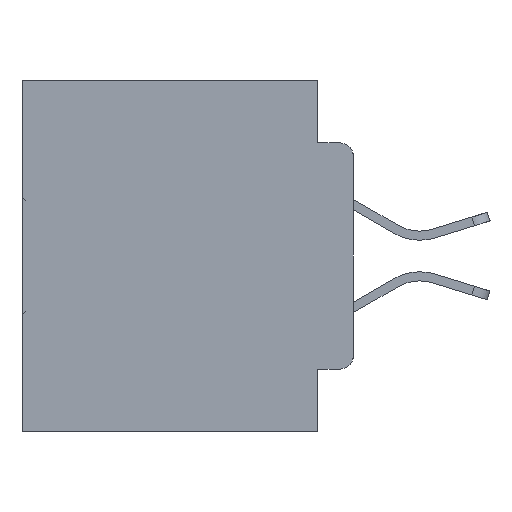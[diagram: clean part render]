
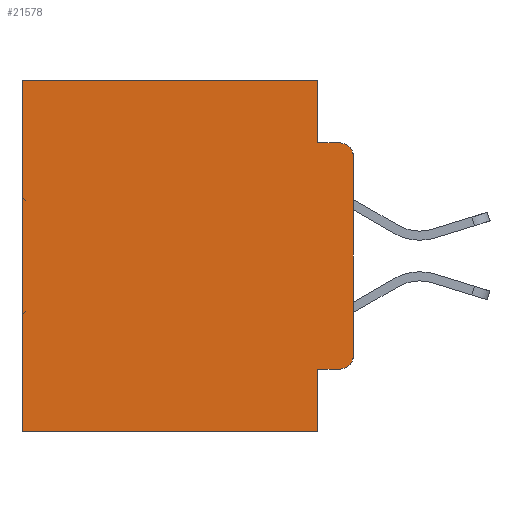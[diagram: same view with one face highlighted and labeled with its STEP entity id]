
A CAD part, left-side view. The second image highlights one B-rep face of the part: STEP entity #21578.
In plain terms, the highlighted planar face has unit normal (-1, 0, 0).
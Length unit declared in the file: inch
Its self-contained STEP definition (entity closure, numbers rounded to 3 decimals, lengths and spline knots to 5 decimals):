
#209 = FACE_OUTER_BOUND ( 'NONE', #25411, .T. ) ;
#997 = VERTEX_POINT ( 'NONE', #12984 ) ;
#1076 = CARTESIAN_POINT ( 'NONE',  ( 0.298, 0.473, -0.5 ) ) ;
#1969 = AXIS2_PLACEMENT_3D ( 'NONE', #20726, #3129, #2543 ) ;
#2158 = EDGE_CURVE ( 'NONE', #8343, #31253, #32316, .T. ) ;
#2225 = DIRECTION ( 'NONE',  ( 0., 1., 0. ) ) ;
#2272 = LINE ( 'NONE', #32889, #28611 ) ;
#2543 = DIRECTION ( 'NONE',  ( 0., 0., -1. ) ) ;
#2756 = ORIENTED_EDGE ( 'NONE', *, *, #12186, .F. ) ;
#3129 = DIRECTION ( 'NONE',  ( -1., 0., 0. ) ) ;
#3269 = EDGE_CURVE ( 'NONE', #997, #20464, #26729, .T. ) ;
#4302 = EDGE_CURVE ( 'NONE', #8651, #27201, #16793, .T. ) ;
#4347 = EDGE_CURVE ( 'NONE', #30501, #20464, #2272, .T. ) ;
#4354 = CARTESIAN_POINT ( 'NONE',  ( 0.298, 0.02, -0.4115 ) ) ;
#4903 = CARTESIAN_POINT ( 'NONE',  ( 0.298, 0., -0.5 ) ) ;
#5293 = ORIENTED_EDGE ( 'NONE', *, *, #4347, .F. ) ;
#6281 = CARTESIAN_POINT ( 'NONE',  ( 0.298, 0., 0. ) ) ;
#7779 = CARTESIAN_POINT ( 'NONE',  ( 0.298, 0.051, -0.0885 ) ) ;
#8343 = VERTEX_POINT ( 'NONE', #4354 ) ;
#8651 = VERTEX_POINT ( 'NONE', #11120 ) ;
#8978 = CARTESIAN_POINT ( 'NONE',  ( 0.298, 0., 0. ) ) ;
#9732 = VERTEX_POINT ( 'NONE', #28033 ) ;
#9857 = AXIS2_PLACEMENT_3D ( 'NONE', #27813, #12635, #30340 ) ;
#10676 = CARTESIAN_POINT ( 'NONE',  ( 0.298, 0., -0.3915 ) ) ;
#10761 = DIRECTION ( 'NONE',  ( -1., 0., 0. ) ) ;
#10922 = LINE ( 'NONE', #30112, #23703 ) ;
#11120 = CARTESIAN_POINT ( 'NONE',  ( 0.298, 0.473, 0. ) ) ;
#11441 = EDGE_CURVE ( 'NONE', #15819, #8343, #24626, .T. ) ;
#12186 = EDGE_CURVE ( 'NONE', #9732, #30501, #24018, .T. ) ;
#12321 = DIRECTION ( 'NONE',  ( 0., 0., -1. ) ) ;
#12503 = DIRECTION ( 'NONE',  ( 0., 0., -1. ) ) ;
#12635 = DIRECTION ( 'NONE',  ( 1., 0., 0. ) ) ;
#12984 = CARTESIAN_POINT ( 'NONE',  ( 0.298, 0., -0.1085 ) ) ;
#14036 = ORIENTED_EDGE ( 'NONE', *, *, #11441, .T. ) ;
#14158 = DIRECTION ( 'NONE',  ( 0., 1., 0. ) ) ;
#14688 = VECTOR ( 'NONE', #2225, 39.37008 ) ;
#15493 = CARTESIAN_POINT ( 'NONE',  ( 0.298, 0.02, -0.0885 ) ) ;
#15613 = ORIENTED_EDGE ( 'NONE', *, *, #2158, .T. ) ;
#15819 = VERTEX_POINT ( 'NONE', #19347 ) ;
#16280 = LINE ( 'NONE', #6281, #28906 ) ;
#16316 = VECTOR ( 'NONE', #29931, 39.37008 ) ;
#16793 = LINE ( 'NONE', #23910, #22726 ) ;
#17320 = ORIENTED_EDGE ( 'NONE', *, *, #31017, .F. ) ;
#17574 = ORIENTED_EDGE ( 'NONE', *, *, #22228, .F. ) ;
#18028 = ORIENTED_EDGE ( 'NONE', *, *, #4302, .T. ) ;
#18252 = DIRECTION ( 'NONE',  ( 0., 0., -1. ) ) ;
#18985 = ORIENTED_EDGE ( 'NONE', *, *, #3269, .T. ) ;
#19347 = CARTESIAN_POINT ( 'NONE',  ( 0.298, 0.051, -0.4115 ) ) ;
#19684 = ORIENTED_EDGE ( 'NONE', *, *, #26601, .F. ) ;
#20464 = VERTEX_POINT ( 'NONE', #15493 ) ;
#20726 = CARTESIAN_POINT ( 'NONE',  ( 0.298, 0.02, -0.3915 ) ) ;
#21453 = ORIENTED_EDGE ( 'NONE', *, *, #28544, .T. ) ;
#21578 = ADVANCED_FACE ( 'NONE', ( #209 ), #32120, .F. ) ;
#22228 = EDGE_CURVE ( 'NONE', #26377, #27201, #28130, .T. ) ;
#22726 = VECTOR ( 'NONE', #18252, 39.37008 ) ;
#23257 = LINE ( 'NONE', #8978, #29157 ) ;
#23703 = VECTOR ( 'NONE', #12503, 39.37008 ) ;
#23910 = CARTESIAN_POINT ( 'NONE',  ( 0.298, 0.473, 0. ) ) ;
#24018 = LINE ( 'NONE', #30035, #30712 ) ;
#24626 = LINE ( 'NONE', #27405, #16316 ) ;
#25411 = EDGE_LOOP ( 'NONE', ( #19684, #18985, #5293, #2756, #21453, #18028, #17574, #17320, #14036, #15613 ) ) ;
#26377 = VERTEX_POINT ( 'NONE', #28337 ) ;
#26601 = EDGE_CURVE ( 'NONE', #997, #31253, #16280, .T. ) ;
#26696 = DIRECTION ( 'NONE',  ( 0., 0., -1. ) ) ;
#26729 = CIRCLE ( 'NONE', #32505, 0.02 ) ;
#26884 = CARTESIAN_POINT ( 'NONE',  ( 0.298, 0.02, -0.1085 ) ) ;
#27201 = VERTEX_POINT ( 'NONE', #1076 ) ;
#27405 = CARTESIAN_POINT ( 'NONE',  ( 0.298, 0.051, -0.4115 ) ) ;
#27813 = CARTESIAN_POINT ( 'NONE',  ( 0.298, 0., 0. ) ) ;
#28033 = CARTESIAN_POINT ( 'NONE',  ( 0.298, 0.051, 0. ) ) ;
#28130 = LINE ( 'NONE', #4903, #14688 ) ;
#28337 = CARTESIAN_POINT ( 'NONE',  ( 0.298, 0.051, -0.5 ) ) ;
#28544 = EDGE_CURVE ( 'NONE', #9732, #8651, #23257, .T. ) ;
#28611 = VECTOR ( 'NONE', #29037, 39.37008 ) ;
#28906 = VECTOR ( 'NONE', #26696, 39.37008 ) ;
#29037 = DIRECTION ( 'NONE',  ( 0., -1., 0. ) ) ;
#29157 = VECTOR ( 'NONE', #14158, 39.37008 ) ;
#29931 = DIRECTION ( 'NONE',  ( 0., -1., 0. ) ) ;
#30035 = CARTESIAN_POINT ( 'NONE',  ( 0.298, 0.051, 0. ) ) ;
#30112 = CARTESIAN_POINT ( 'NONE',  ( 0.298, 0.051, 0. ) ) ;
#30340 = DIRECTION ( 'NONE',  ( 0., 0., -1. ) ) ;
#30501 = VERTEX_POINT ( 'NONE', #7779 ) ;
#30638 = DIRECTION ( 'NONE',  ( 0., 0., -1. ) ) ;
#30712 = VECTOR ( 'NONE', #12321, 39.37008 ) ;
#31017 = EDGE_CURVE ( 'NONE', #15819, #26377, #10922, .T. ) ;
#31253 = VERTEX_POINT ( 'NONE', #10676 ) ;
#32120 = PLANE ( 'NONE',  #9857 ) ;
#32316 = CIRCLE ( 'NONE', #1969, 0.02 ) ;
#32505 = AXIS2_PLACEMENT_3D ( 'NONE', #26884, #10761, #30638 ) ;
#32889 = CARTESIAN_POINT ( 'NONE',  ( 0.298, 0.051, -0.0885 ) ) ;
